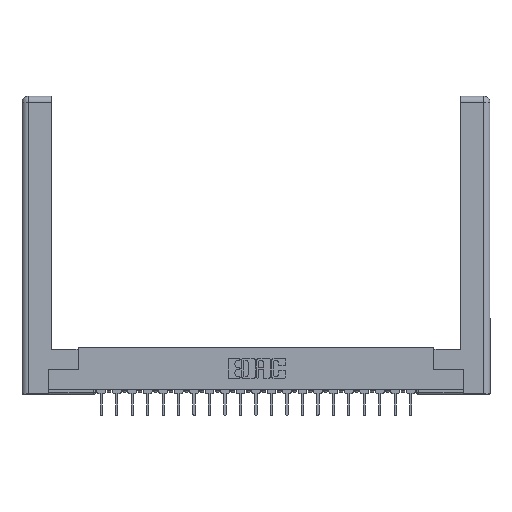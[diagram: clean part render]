
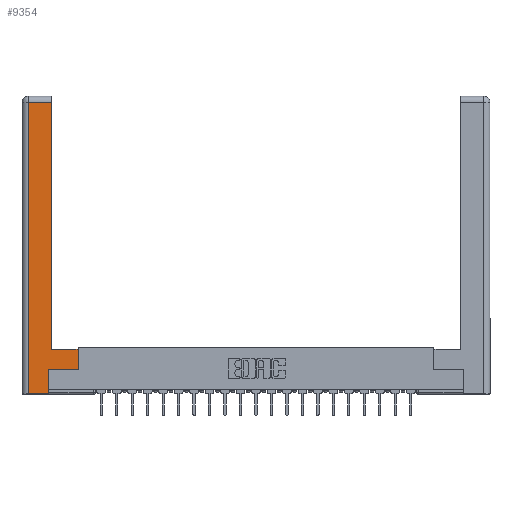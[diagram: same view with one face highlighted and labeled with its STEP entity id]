
A CAD part, top view. The second image highlights one B-rep face of the part: STEP entity #9354.
In plain terms, the highlighted planar face has unit normal (0, 0, 1).
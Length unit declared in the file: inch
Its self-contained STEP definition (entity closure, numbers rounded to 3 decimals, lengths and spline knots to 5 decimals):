
#49 = ORIENTED_EDGE ( 'NONE', *, *, #11975, .T. ) ;
#282 = ORIENTED_EDGE ( 'NONE', *, *, #17520, .T. ) ;
#391 = ORIENTED_EDGE ( 'NONE', *, *, #10202, .T. ) ;
#1450 = ORIENTED_EDGE ( 'NONE', *, *, #2493, .T. ) ;
#1479 = CARTESIAN_POINT ( 'NONE',  ( 0.265, 0.245, 0. ) ) ;
#1595 = DIRECTION ( 'NONE',  ( -1., 0., 0. ) ) ;
#1754 = DIRECTION ( 'NONE',  ( 0., 1., 0. ) ) ;
#1823 = DIRECTION ( 'NONE',  ( -1., 0., 0. ) ) ;
#1833 = LINE ( 'NONE', #16109, #3049 ) ;
#1915 = CARTESIAN_POINT ( 'NONE',  ( 0.0615, 2.94, 0. ) ) ;
#2035 = EDGE_CURVE ( 'NONE', #19918, #22820, #2538, .T. ) ;
#2493 = EDGE_CURVE ( 'NONE', #4615, #6854, #21798, .T. ) ;
#2503 = DIRECTION ( 'NONE',  ( 0., 0., -1. ) ) ;
#2538 = LINE ( 'NONE', #9658, #5970 ) ;
#2813 = CARTESIAN_POINT ( 'NONE',  ( 0.0615, 0., 0. ) ) ;
#3049 = VECTOR ( 'NONE', #1595, 39.37008 ) ;
#3112 = ORIENTED_EDGE ( 'NONE', *, *, #22733, .T. ) ;
#3815 = EDGE_CURVE ( 'NONE', #13506, #19918, #16506, .T. ) ;
#4173 = VECTOR ( 'NONE', #20444, 39.37008 ) ;
#4215 = DIRECTION ( 'NONE',  ( 1., 0., 0. ) ) ;
#4513 = ORIENTED_EDGE ( 'NONE', *, *, #5951, .T. ) ;
#4615 = VERTEX_POINT ( 'NONE', #1915 ) ;
#5036 = CARTESIAN_POINT ( 'NONE',  ( 0.295, 2.94, 0. ) ) ;
#5626 = CARTESIAN_POINT ( 'NONE',  ( 0.565, 0.245, 0. ) ) ;
#5898 = DIRECTION ( 'NONE',  ( -1., 0., 0. ) ) ;
#5912 = CARTESIAN_POINT ( 'NONE',  ( 0.265, 0.245, 0. ) ) ;
#5951 = EDGE_CURVE ( 'NONE', #12476, #4615, #1833, .T. ) ;
#5970 = VECTOR ( 'NONE', #1754, 39.37008 ) ;
#6805 = CARTESIAN_POINT ( 'NONE',  ( 0.0615, 0., 0. ) ) ;
#6854 = VERTEX_POINT ( 'NONE', #2813 ) ;
#6896 = DIRECTION ( 'NONE',  ( 1., 0., 0. ) ) ;
#8656 = LINE ( 'NONE', #10624, #21416 ) ;
#9354 = ADVANCED_FACE ( 'NONE', ( #15967 ), #14200, .F. ) ;
#9658 = CARTESIAN_POINT ( 'NONE',  ( 0.565, 0.45, 0. ) ) ;
#10202 = EDGE_CURVE ( 'NONE', #6854, #11818, #8656, .T. ) ;
#10624 = CARTESIAN_POINT ( 'NONE',  ( 0.265, 0., 0. ) ) ;
#11485 = ORIENTED_EDGE ( 'NONE', *, *, #2035, .T. ) ;
#11818 = VERTEX_POINT ( 'NONE', #21531 ) ;
#11975 = EDGE_CURVE ( 'NONE', #11818, #13506, #20557, .T. ) ;
#12476 = VERTEX_POINT ( 'NONE', #5036 ) ;
#13026 = CARTESIAN_POINT ( 'NONE',  ( 0., 0., 0. ) ) ;
#13506 = VERTEX_POINT ( 'NONE', #1479 ) ;
#13808 = VECTOR ( 'NONE', #1823, 39.37008 ) ;
#14200 = PLANE ( 'NONE',  #17990 ) ;
#15075 = EDGE_LOOP ( 'NONE', ( #282, #4513, #1450, #391, #49, #15789, #11485, #3112 ) ) ;
#15789 = ORIENTED_EDGE ( 'NONE', *, *, #3815, .T. ) ;
#15821 = CARTESIAN_POINT ( 'NONE',  ( 0.295, 3., 0. ) ) ;
#15967 = FACE_OUTER_BOUND ( 'NONE', #15075, .T. ) ;
#16109 = CARTESIAN_POINT ( 'NONE',  ( 0.0615, 2.94, 0. ) ) ;
#16346 = DIRECTION ( 'NONE',  ( 0., -1., 0. ) ) ;
#16506 = LINE ( 'NONE', #5626, #18511 ) ;
#16930 = CARTESIAN_POINT ( 'NONE',  ( 0.295, 0.45, 0. ) ) ;
#17520 = EDGE_CURVE ( 'NONE', #18504, #12476, #18181, .T. ) ;
#17677 = VECTOR ( 'NONE', #16346, 39.37008 ) ;
#17881 = CARTESIAN_POINT ( 'NONE',  ( 0.295, 0.45, 0. ) ) ;
#17990 = AXIS2_PLACEMENT_3D ( 'NONE', #13026, #2503, #5898 ) ;
#18181 = LINE ( 'NONE', #15821, #20805 ) ;
#18504 = VERTEX_POINT ( 'NONE', #16930 ) ;
#18511 = VECTOR ( 'NONE', #4215, 39.37008 ) ;
#19493 = DIRECTION ( 'NONE',  ( 0., 1., 0. ) ) ;
#19918 = VERTEX_POINT ( 'NONE', #21176 ) ;
#20444 = DIRECTION ( 'NONE',  ( 0., 1., 0. ) ) ;
#20557 = LINE ( 'NONE', #5912, #4173 ) ;
#20805 = VECTOR ( 'NONE', #19493, 39.37008 ) ;
#21176 = CARTESIAN_POINT ( 'NONE',  ( 0.565, 0.245, 0. ) ) ;
#21186 = CARTESIAN_POINT ( 'NONE',  ( 0.565, 0.45, 0. ) ) ;
#21416 = VECTOR ( 'NONE', #6896, 39.37008 ) ;
#21531 = CARTESIAN_POINT ( 'NONE',  ( 0.265, 0., 0. ) ) ;
#21798 = LINE ( 'NONE', #6805, #17677 ) ;
#22733 = EDGE_CURVE ( 'NONE', #22820, #18504, #23201, .T. ) ;
#22820 = VERTEX_POINT ( 'NONE', #21186 ) ;
#23201 = LINE ( 'NONE', #17881, #13808 ) ;
